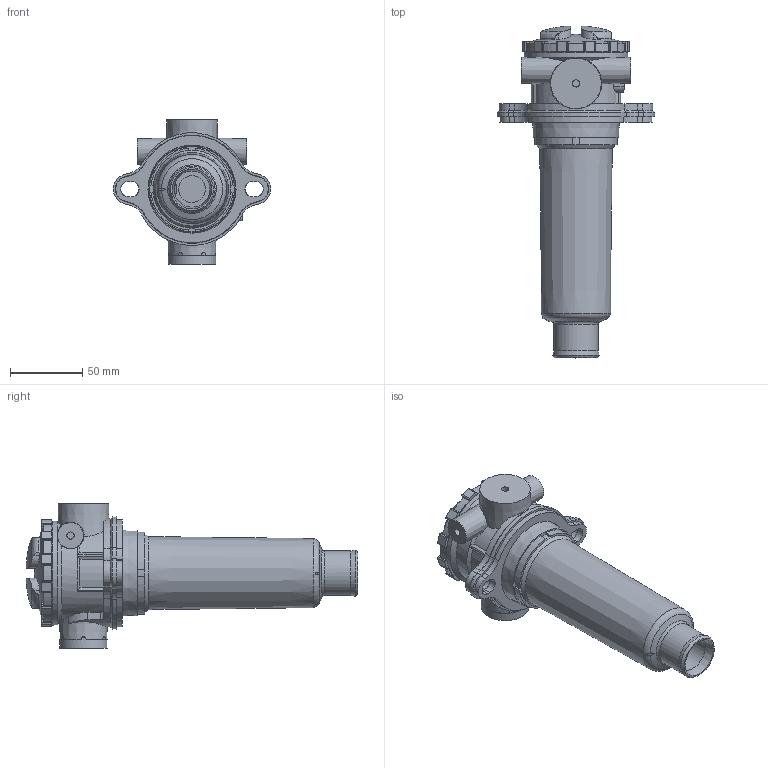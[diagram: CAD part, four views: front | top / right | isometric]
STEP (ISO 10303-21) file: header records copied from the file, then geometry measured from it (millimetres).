
FILE_DESCRIPTION((''),'2;1');
FILE_NAME('MPT0252S_00.stp','2013-03-07T12:23:04',('cad10'),(''),'Autodesk Inventor 2013','Autodesk Inventor 2013','');
FILE_SCHEMA(('AUTOMOTIVE_DESIGN { 1 0 10303 214 1 1 1 1 }'));
Length unit declared in the file: millimetre
Products named in the file (1): MPT025-027_Shrinkwrap_1
Bounding box: 108.92 x 229.82 x 100 mm (x, y, z)
Volume: 552070.6 mm3; surface area: 60904.4 mm2
Topology: 1 solids, 1 shells, 367 faces, 993 edges, 651 vertices
Faces by surface type: plane 194, cylinder 134, cone 23, sphere 6, torus 6, bspline 4
Full cylindrical faces by diameter (mm): 5 x3, 6.5 x1, 7 x1, 8 x1, 18.5 x1, 25 x1, 31 x1, 32.5 x1, 33 x1, 61 x1, 72 x1
Entity records: 12733 total; most frequent: CARTESIAN_POINT 3115, DIRECTION 1959, ORIENTED_EDGE 1904, EDGE_CURVE 952, AXIS2_PLACEMENT_3D 748, VERTEX_POINT 636, VECTOR 463, LINE 463
